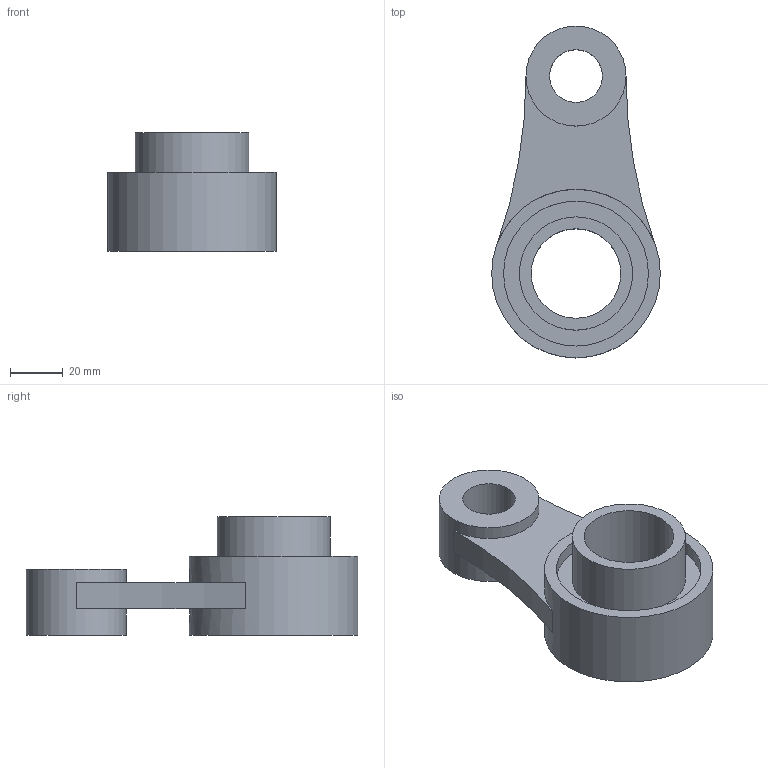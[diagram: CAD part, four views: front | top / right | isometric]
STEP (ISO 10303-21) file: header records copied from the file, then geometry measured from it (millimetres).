
FILE_DESCRIPTION(/* description */ (''),/* implementation_level */ '2;1');
FILE_NAME(/* name */ 'Exercise-12 v0.step',/* time_stamp */ '2025-09-04T15:40:20+05:30',/* author */ (''),/* organization */ (''),/* preprocessor_version */ 'ST-DEVELOPER v20.1',/* originating_system */ 'Autodesk Translation Framework v14.10.0.0',/* authorisation */ '');
FILE_SCHEMA (('AUTOMOTIVE_DESIGN { 1 0 10303 214 3 1 1 }'));
Length unit declared in the file: millimetre
Products named in the file (1): Exercise-12
Bounding box: 64 x 126 x 45 mm (x, y, z)
Volume: 107439.5 mm3; surface area: 27969.7 mm2
Topology: 1 solids, 1 shells, 16 faces, 31 edges, 20 vertices
Faces by surface type: plane 8, cylinder 8
Full cylindrical faces by diameter (mm): 20 x1, 34 x1, 38 x1, 43 x1, 55 x1, 64 x1
Entity records: 477 total; most frequent: DIRECTION 85, CARTESIAN_POINT 68, ORIENTED_EDGE 62, AXIS2_PLACEMENT_3D 37, EDGE_CURVE 31, EDGE_LOOP 23, CIRCLE 20, VERTEX_POINT 20
